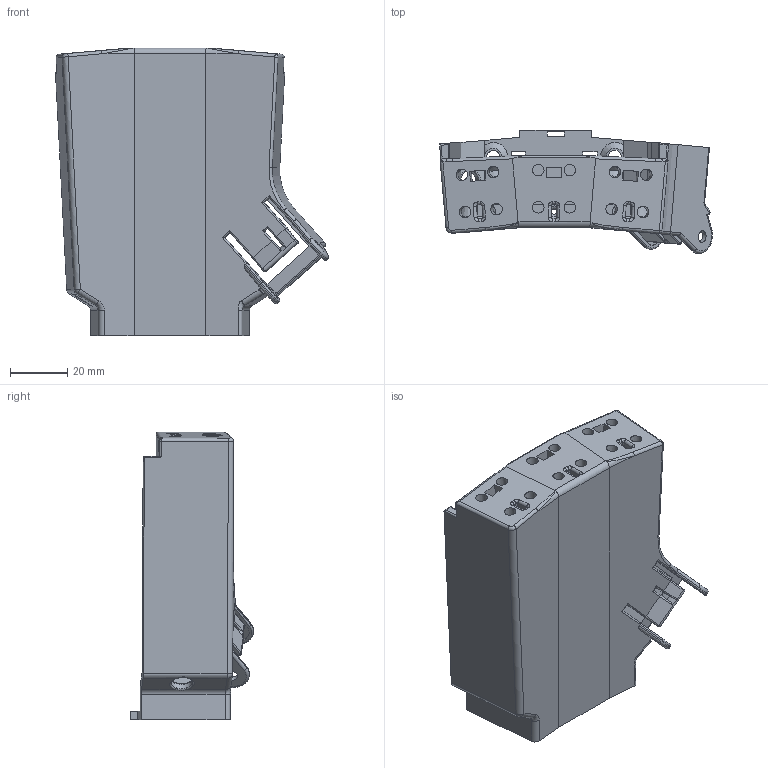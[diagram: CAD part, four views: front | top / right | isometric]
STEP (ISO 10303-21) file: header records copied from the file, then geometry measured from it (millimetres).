
FILE_DESCRIPTION(/* description */ ('Unknown'),/* implementation_level */ '2;1');
FILE_NAME(/* name */ 'Hand_Konzept 3 (3)',/* time_stamp */ '2023-01-17T14:01:39+01:00',/* author */ ('Unknown'),/* organization */ ('Unknown'),/* preprocessor_version */ 'ST-DEVELOPER v18.102',/* originating_system */ 'Solid Edge',/* authorisation */ 'Unknown');
FILE_SCHEMA (('AUTOMOTIVE_DESIGN {1 0 10303 214 3 1 1}'));
Length unit declared in the file: millimetre
Products named in the file (1): Hand_Konzept 3 (3)
Bounding box: 95.21 x 42.97 x 100.4 mm (x, y, z)
Volume: 58254.2 mm3; surface area: 38121.6 mm2
Topology: 1 solids, 1 shells, 486 faces, 1334 edges, 817 vertices
Faces by surface type: cylinder 175, plane 159, bspline 99, torus 38, cone 11, sphere 4
Full cylindrical faces by diameter (mm): 2 x4, 4 x6, 4.5 x12, 7.589 x1, 9 x2
Entity records: 18308 total; most frequent: CARTESIAN_POINT 6943, ORIENTED_EDGE 2376, DIRECTION 2238, EDGE_CURVE 1188, AXIS2_PLACEMENT_3D 825, VERTEX_POINT 759, EDGE_LOOP 643, FACE_BOUND 643
